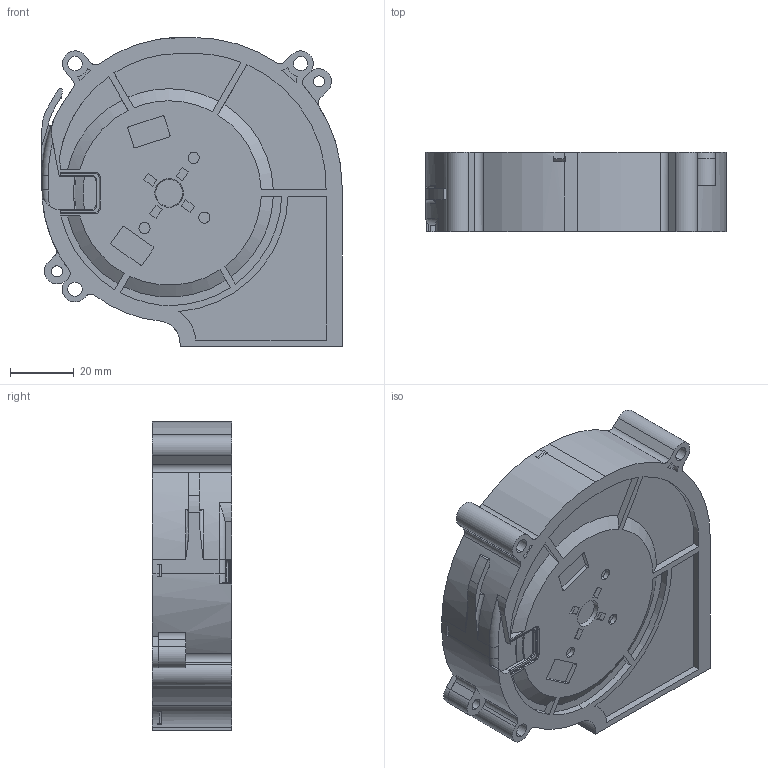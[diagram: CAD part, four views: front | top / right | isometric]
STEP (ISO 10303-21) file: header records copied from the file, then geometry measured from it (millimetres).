
FILE_DESCRIPTION((''),'2;1');
FILE_NAME('888','2016-02-18T',('QISONG.LUO'),(''),'PRO/ENGINEER BY PARAMETRIC TECHNOLOGY CORPORATION, 2012480','PRO/ENGINEER BY PARAMETRIC TECHNOLOGY CORPORATION, 2012480','');
FILE_SCHEMA(('CONFIG_CONTROL_DESIGN'));
Length unit declared in the file: millimetre
Products named in the file (1): 888
Bounding box: 94.4 x 25 x 97.2 mm (x, y, z)
Volume: 180010.6 mm3; surface area: 29674.7 mm2
Topology: 1 solids, 32 shells, 481 faces, 1179 edges, 784 vertices
Faces by surface type: plane 304, cylinder 149, cone 17, torus 11
Entity records: 14342 total; most frequent: CARTESIAN_POINT 2650, DIRECTION 2476, ORIENTED_EDGE 2358, EDGE_CURVE 1179, AXIS2_PLACEMENT_3D 860, VERTEX_POINT 784, VECTOR 756, LINE 756
